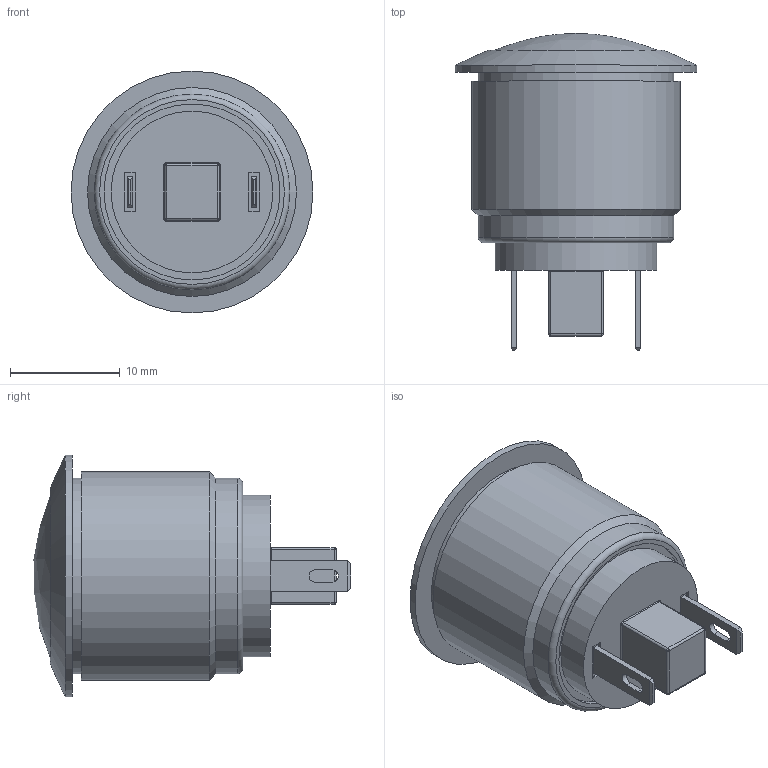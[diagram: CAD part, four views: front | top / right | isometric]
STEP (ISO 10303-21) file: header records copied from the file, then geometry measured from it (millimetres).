
FILE_DESCRIPTION((''),'2;1');
FILE_NAME('PV1S240xx.stp','2017-09-14T10:10:50',('mroman'),(''),'Autodesk Inventor 2012','Autodesk Inventor 2012','');
FILE_SCHEMA(('CONFIG_CONTROL_DESIGN'));
Length unit declared in the file: inch
Products named in the file (1): Part6
Bounding box: 22 x 28.84 x 22 mm (x, y, z)
Volume: 3339.9 mm3; surface area: 3108.1 mm2
Topology: 1 solids, 2 shells, 80 faces, 172 edges, 105 vertices
Faces by surface type: plane 45, cylinder 23, sphere 5, torus 5, cone 2
Full cylindrical faces by diameter (mm): 14.7 x1, 14.9 x1, 16 x1, 17.8 x2, 19 x1, 22 x1
Entity records: 2080 total; most frequent: DIRECTION 372, CARTESIAN_POINT 339, ORIENTED_EDGE 314, EDGE_CURVE 157, AXIS2_PLACEMENT_3D 134, VECTOR 104, LINE 104, EDGE_LOOP 104
